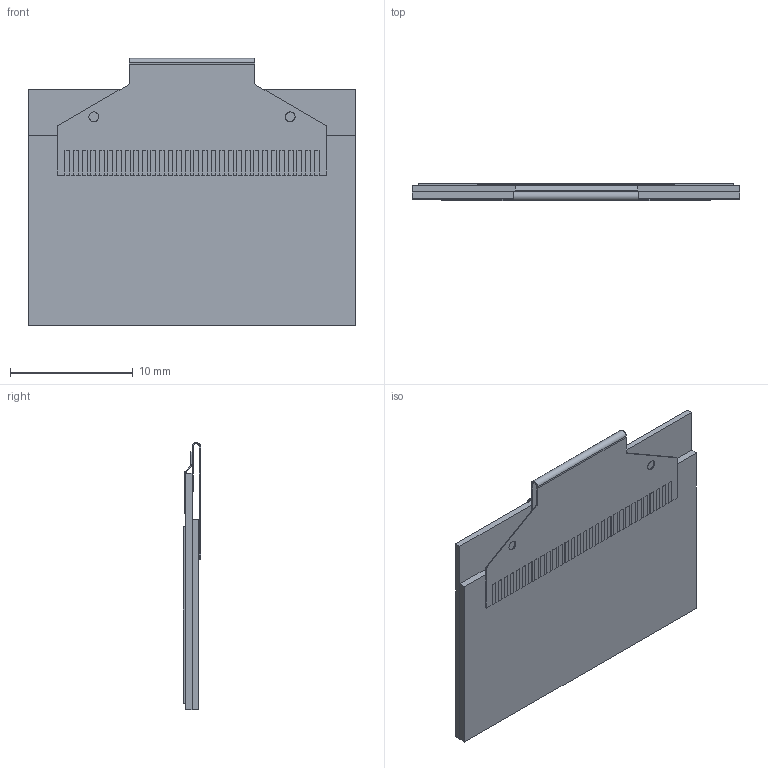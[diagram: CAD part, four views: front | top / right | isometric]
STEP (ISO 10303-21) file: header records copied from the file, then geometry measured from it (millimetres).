
FILE_DESCRIPTION (( 'STEP AP214' ), '1' );
FILE_NAME ('User Library-0.96''''OLED v7.STEP', '2021-03-27T05:46:27', ( '' ), ( '' ), 'SwSTEP 2.0', 'SolidWorks 2020', '' );
FILE_SCHEMA (( 'AUTOMOTIVE_DESIGN' ));
Length unit declared in the file: millimetre
Products named in the file (3): User Library-0.96''''OLED v7; Component1; 0.96''''OLED
Assembly tree (2 placements, depth 2):
  User Library-0.96''''OLED v7
    0.96''''OLED
    Component1
Bounding box: 26.7 x 1.42 x 21.76 mm (x, y, z)
Volume: 590.6 mm3; surface area: 2531.8 mm2
Topology: 4 solids, 4 shells, 311 faces, 910 edges, 610 vertices
Faces by surface type: plane 287, cylinder 24
Entity records: 14207 total; most frequent: CARTESIAN_POINT 3090, ORIENTED_EDGE 1820, DIRECTION 1195, EDGE_CURVE 910, VERTEX_POINT 610, LINE 535, VECTOR 535, B_SPLINE_CURVE_WITH_KNOTS 361
